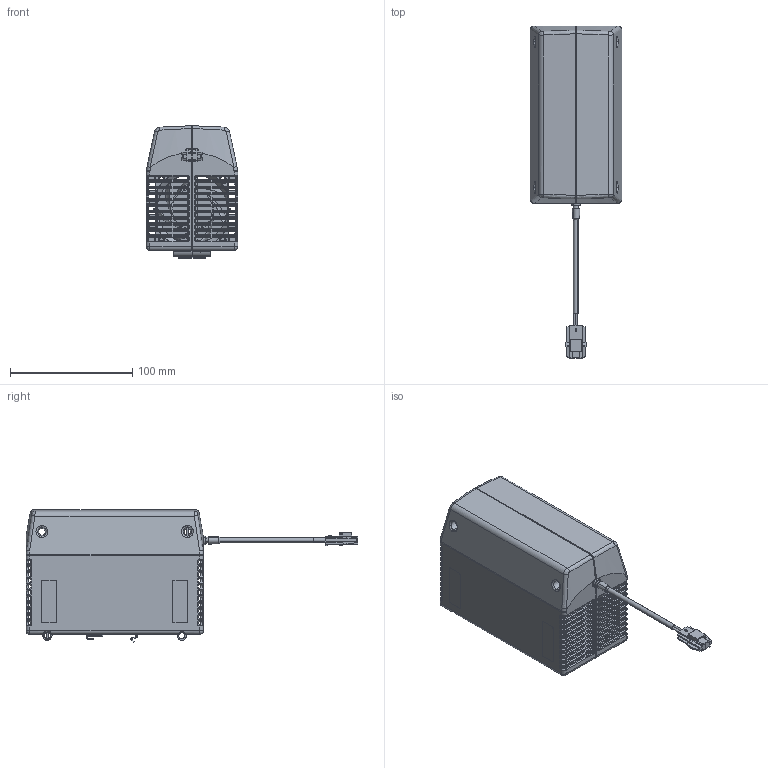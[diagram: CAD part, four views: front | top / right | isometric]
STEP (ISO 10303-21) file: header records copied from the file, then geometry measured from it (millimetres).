
FILE_DESCRIPTION (( 'STEP AP214' ), '1' );
FILE_NAME ('HEH030BB.STEP', '2020-05-20T11:00:36', ( '' ), ( '' ), 'SwSTEP 2.0', 'SolidWorks 2016', '' );
FILE_SCHEMA (( 'AUTOMOTIVE_DESIGN' ));
Length unit declared in the file: centimetre
Products named in the file (1): HEH030BB
Bounding box: 75 x 271.6 x 108.41 mm (x, y, z)
Surface area: 244534 mm2 (no closed solid volume)
Topology: 0 solids, 34 shells, 1308 faces, 4786 edges, 3352 vertices
Faces by surface type: plane 489, cylinder 469, torus 230, bspline 70, cone 46, sphere 4
Entity records: 81868 total; most frequent: CARTESIAN_POINT 27703, DIRECTION 8342, ORIENTED_EDGE 7705, EDGE_CURVE 4782, VERTEX_POINT 3352, AXIS2_PLACEMENT_3D 2895, LINE 2552, VECTOR 2552
